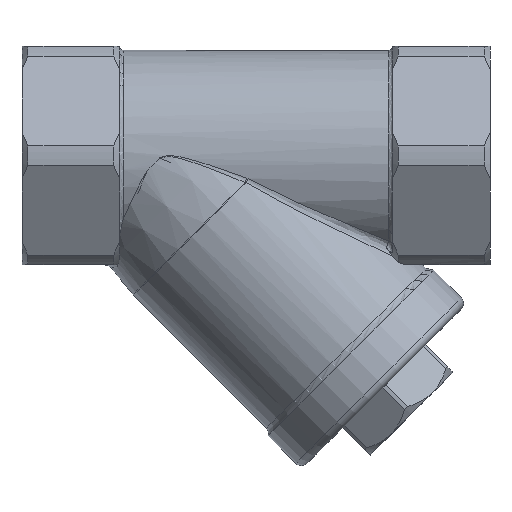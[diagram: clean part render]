
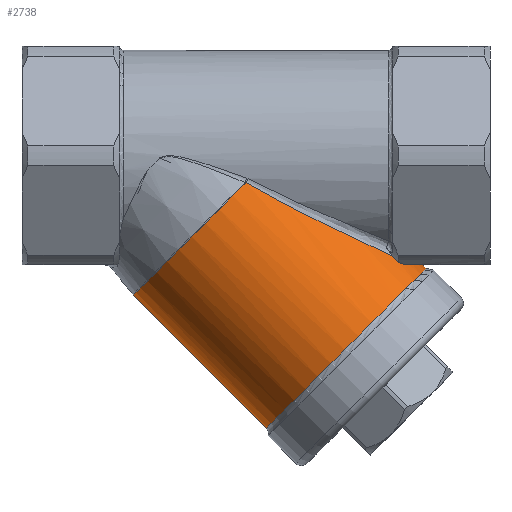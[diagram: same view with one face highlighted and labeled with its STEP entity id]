
A CAD part, left-side view. The second image highlights one B-rep face of the part: STEP entity #2738.
In plain terms, the highlighted cylindrical face has radius 29 mm (diameter 58 mm), a full revolution.
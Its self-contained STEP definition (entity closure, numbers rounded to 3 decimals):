
#76=CYLINDRICAL_SURFACE('',#2904,29.);
#100=ELLIPSE('',#2907,41.012,29.);
#277=B_SPLINE_CURVE_WITH_KNOTS('',3,(#3851,#3852,#3853,#3854,#3855,#3856,
#3857),.UNSPECIFIED.,.F.,.F.,(4,1,1,1,4),(0.,0.011,
0.022,0.033,0.044),.UNSPECIFIED.);
#278=B_SPLINE_CURVE_WITH_KNOTS('',3,(#3859,#3860,#3861,#3862),
 .UNSPECIFIED.,.F.,.F.,(4,4),(0.,0.002),
 .UNSPECIFIED.);
#279=B_SPLINE_CURVE_WITH_KNOTS('',3,(#3864,#3865,#3866,#3867),
 .UNSPECIFIED.,.F.,.F.,(4,4),(0.,0.002),.UNSPECIFIED.);
#280=B_SPLINE_CURVE_WITH_KNOTS('',3,(#3871,#3872,#3873,#3874),
 .UNSPECIFIED.,.F.,.F.,(4,4),(0.,0.002),.UNSPECIFIED.);
#281=B_SPLINE_CURVE_WITH_KNOTS('',3,(#3876,#3877,#3878,#3879),
 .UNSPECIFIED.,.F.,.F.,(4,4),(0.,0.002),
 .UNSPECIFIED.);
#282=B_SPLINE_CURVE_WITH_KNOTS('',3,(#3881,#3882,#3883,#3884,#3885,#3886,
#3887),.UNSPECIFIED.,.F.,.F.,(4,1,1,1,4),(0.,0.011,
0.022,0.033,0.044),.UNSPECIFIED.);
#503=ORIENTED_EDGE('',*,*,#1051,.T.);
#504=ORIENTED_EDGE('',*,*,#1052,.T.);
#505=ORIENTED_EDGE('',*,*,#1053,.T.);
#506=ORIENTED_EDGE('',*,*,#1054,.F.);
#507=ORIENTED_EDGE('',*,*,#1055,.F.);
#508=ORIENTED_EDGE('',*,*,#1056,.F.);
#509=ORIENTED_EDGE('',*,*,#1057,.F.);
#510=ORIENTED_EDGE('',*,*,#1058,.F.);
#511=ORIENTED_EDGE('',*,*,#1059,.T.);
#1051=EDGE_CURVE('',#1323,#1323,#1494,.F.);
#1052=EDGE_CURVE('',#1324,#1325,#1495,.T.);
#1053=EDGE_CURVE('',#1325,#1326,#277,.T.);
#1054=EDGE_CURVE('',#1327,#1326,#278,.T.);
#1055=EDGE_CURVE('',#1328,#1327,#279,.T.);
#1056=EDGE_CURVE('',#1329,#1328,#100,.F.);
#1057=EDGE_CURVE('',#1330,#1329,#280,.T.);
#1058=EDGE_CURVE('',#1331,#1330,#281,.T.);
#1059=EDGE_CURVE('',#1331,#1324,#282,.T.);
#1323=VERTEX_POINT('',#3847);
#1324=VERTEX_POINT('',#3849);
#1325=VERTEX_POINT('',#3850);
#1326=VERTEX_POINT('',#3858);
#1327=VERTEX_POINT('',#3863);
#1328=VERTEX_POINT('',#3868);
#1329=VERTEX_POINT('',#3870);
#1330=VERTEX_POINT('',#3875);
#1331=VERTEX_POINT('',#3880);
#1494=CIRCLE('',#2905,29.);
#1495=CIRCLE('',#2906,29.);
#1595=EDGE_LOOP('',(#503));
#1596=EDGE_LOOP('',(#504,#505,#506,#507,#508,#509,#510,#511));
#1730=FACE_BOUND('',#1595,.T.);
#1731=FACE_BOUND('',#1596,.T.);
#2738=ADVANCED_FACE('',(#1730,#1731),#76,.T.);
#2904=AXIS2_PLACEMENT_3D('',#3845,#3247,#3248);
#2905=AXIS2_PLACEMENT_3D('',#3846,#3249,#3250);
#2906=AXIS2_PLACEMENT_3D('',#3848,#3251,#3252);
#2907=AXIS2_PLACEMENT_3D('',#3869,#3253,#3254);
#3247=DIRECTION('',(0.,0.707,0.707));
#3248=DIRECTION('',(0.,-0.707,0.707));
#3249=DIRECTION('',(0.,-0.707,-0.707));
#3250=DIRECTION('',(0.,0.707,-0.707));
#3251=DIRECTION('',(0.,-0.707,-0.707));
#3252=DIRECTION('',(0.,0.707,-0.707));
#3253=DIRECTION('',(0.,0.,-1.));
#3254=DIRECTION('',(0.,1.,0.));
#3845=CARTESIAN_POINT('',(0.,-24.343,-50.61));
#3846=CARTESIAN_POINT('',(0.,-23.118,-49.385));
#3847=CARTESIAN_POINT('',(0.,-2.612,-69.892));
#3848=CARTESIAN_POINT('',(0.,10.942,-15.325));
#3849=CARTESIAN_POINT('',(-26.467,2.561,-6.944));
#3850=CARTESIAN_POINT('',(26.467,2.561,-6.944));
#3851=CARTESIAN_POINT('',(26.467,2.561,-6.944));
#3852=CARTESIAN_POINT('',(26.077,-0.569,-8.841));
#3853=CARTESIAN_POINT('',(25.032,-6.965,-12.29));
#3854=CARTESIAN_POINT('',(22.704,-16.569,-17.062));
#3855=CARTESIAN_POINT('',(19.412,-26.092,-21.6));
#3856=CARTESIAN_POINT('',(16.355,-32.176,-24.434));
#3857=CARTESIAN_POINT('',(14.462,-35.043,-25.762));
#3858=CARTESIAN_POINT('',(14.462,-35.043,-25.762));
#3859=CARTESIAN_POINT('',(14.611,-36.5,-27.341));
#3860=CARTESIAN_POINT('',(14.563,-36.014,-26.815));
#3861=CARTESIAN_POINT('',(14.514,-35.528,-26.289));
#3862=CARTESIAN_POINT('',(14.462,-35.043,-25.762));
#3863=CARTESIAN_POINT('',(14.611,-36.5,-27.341));
#3864=CARTESIAN_POINT('',(13.304,-38.175,-28.));
#3865=CARTESIAN_POINT('',(13.757,-37.628,-27.785));
#3866=CARTESIAN_POINT('',(14.192,-37.07,-27.565));
#3867=CARTESIAN_POINT('',(14.611,-36.5,-27.341));
#3868=CARTESIAN_POINT('',(13.304,-38.175,-28.));
#3869=CARTESIAN_POINT('',(0.,-1.733,-28.));
#3870=CARTESIAN_POINT('',(-13.304,-38.175,-28.));
#3871=CARTESIAN_POINT('',(-14.611,-36.5,-27.341));
#3872=CARTESIAN_POINT('',(-14.192,-37.07,-27.565));
#3873=CARTESIAN_POINT('',(-13.757,-37.628,-27.785));
#3874=CARTESIAN_POINT('',(-13.304,-38.175,-28.));
#3875=CARTESIAN_POINT('',(-14.611,-36.5,-27.341));
#3876=CARTESIAN_POINT('',(-14.462,-35.043,-25.762));
#3877=CARTESIAN_POINT('',(-14.514,-35.528,-26.289));
#3878=CARTESIAN_POINT('',(-14.563,-36.014,-26.815));
#3879=CARTESIAN_POINT('',(-14.611,-36.5,-27.341));
#3880=CARTESIAN_POINT('',(-14.462,-35.043,-25.762));
#3881=CARTESIAN_POINT('',(-14.462,-35.043,-25.762));
#3882=CARTESIAN_POINT('',(-16.358,-32.171,-24.432));
#3883=CARTESIAN_POINT('',(-19.404,-26.104,-21.605));
#3884=CARTESIAN_POINT('',(-22.686,-16.633,-17.094));
#3885=CARTESIAN_POINT('',(-25.034,-6.964,-12.29));
#3886=CARTESIAN_POINT('',(-26.077,-0.567,-8.84));
#3887=CARTESIAN_POINT('',(-26.467,2.561,-6.944));
